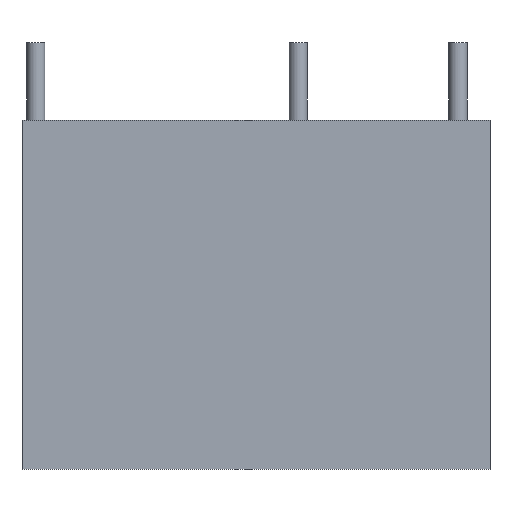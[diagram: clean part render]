
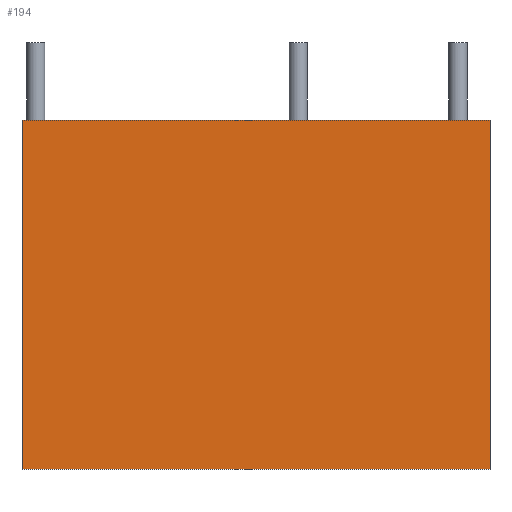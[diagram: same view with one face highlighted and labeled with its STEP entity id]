
A CAD part, front view. The second image highlights one B-rep face of the part: STEP entity #194.
In plain terms, the highlighted planar face has unit normal (0, -1, 0).
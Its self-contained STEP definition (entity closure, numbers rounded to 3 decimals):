
#32=FACE_OUTER_BOUND('',#50,.T.);
#50=EDGE_LOOP('',(#143,#144,#145,#146));
#64=LINE('',#311,#80);
#67=LINE('',#325,#83);
#68=LINE('',#327,#84);
#69=LINE('',#328,#85);
#80=VECTOR('',#248,10.);
#83=VECTOR('',#261,10.);
#84=VECTOR('',#262,10.);
#85=VECTOR('',#263,10.);
#96=VERTEX_POINT('',#308);
#97=VERTEX_POINT('',#310);
#103=VERTEX_POINT('',#324);
#104=VERTEX_POINT('',#326);
#112=EDGE_CURVE('',#96,#97,#64,.T.);
#119=EDGE_CURVE('',#96,#103,#67,.T.);
#120=EDGE_CURVE('',#104,#103,#68,.T.);
#121=EDGE_CURVE('',#97,#104,#69,.T.);
#143=ORIENTED_EDGE('',*,*,#112,.F.);
#144=ORIENTED_EDGE('',*,*,#119,.T.);
#145=ORIENTED_EDGE('',*,*,#120,.F.);
#146=ORIENTED_EDGE('',*,*,#121,.F.);
#184=PLANE('',#226);
#194=ADVANCED_FACE('',(#32),#184,.T.);
#226=AXIS2_PLACEMENT_3D('',#323,#259,#260);
#248=DIRECTION('',(1.,0.,0.));
#259=DIRECTION('center_axis',(0.,-1.,0.));
#260=DIRECTION('ref_axis',(-1.,0.,0.));
#261=DIRECTION('',(0.,0.,-1.));
#262=DIRECTION('',(-1.,0.,0.));
#263=DIRECTION('',(0.,0.,-1.));
#308=CARTESIAN_POINT('',(0.,0.,0.));
#310=CARTESIAN_POINT('',(20.5,0.,0.));
#311=CARTESIAN_POINT('',(0.,0.,0.));
#323=CARTESIAN_POINT('Origin',(20.5,0.,0.));
#324=CARTESIAN_POINT('',(0.,0.,-15.3));
#325=CARTESIAN_POINT('',(0.,0.,0.));
#326=CARTESIAN_POINT('',(20.5,0.,-15.3));
#327=CARTESIAN_POINT('',(0.,0.,-15.3));
#328=CARTESIAN_POINT('',(20.5,0.,0.));
